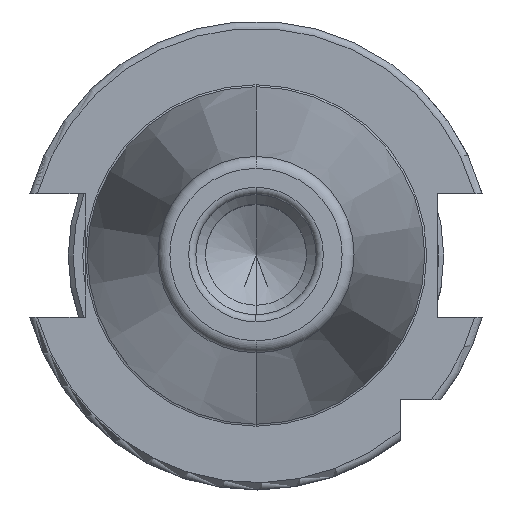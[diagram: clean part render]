
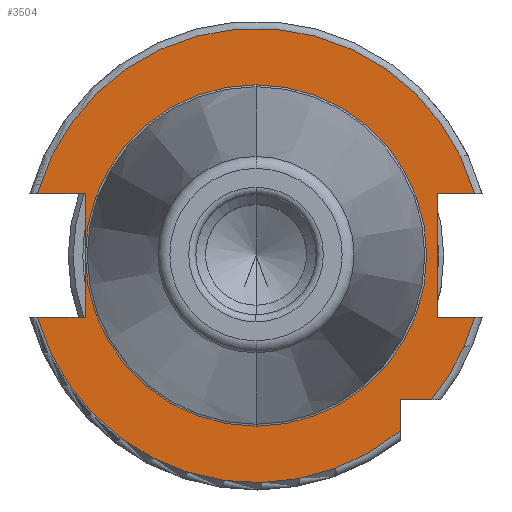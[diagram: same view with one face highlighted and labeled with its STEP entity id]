
A CAD part, top view. The second image highlights one B-rep face of the part: STEP entity #3504.
In plain terms, the highlighted planar face has unit normal (0, 0, 1).
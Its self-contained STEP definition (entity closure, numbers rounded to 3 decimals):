
#273=CARTESIAN_POINT('',(0,0,15.9));
#274=DIRECTION('',(0,0,-1));
#275=DIRECTION('',(0,1,0));
#276=AXIS2_PLACEMENT_3D('',#273,#274,#275);
#278=CARTESIAN_POINT('',(0,0,15.9));
#279=DIRECTION('',(0,0,1));
#280=DIRECTION('',(0,1,0));
#281=AXIS2_PLACEMENT_3D('',#278,#279,#280);
#293=CARTESIAN_POINT('',(0,0,15.9));
#294=DIRECTION('',(0,0,1));
#295=DIRECTION('',(-1,0,0));
#296=AXIS2_PLACEMENT_3D('',#293,#294,#295);
#298=DIRECTION('',(1,0,0));
#299=VECTOR('',#298,9.969);
#300=CARTESIAN_POINT('',(-45.469,-12.85,15.9));
#301=LINE('',#300,#299);
#302=DIRECTION('',(0.,1,0));
#303=VECTOR('',#302,12.85);
#304=CARTESIAN_POINT('',(-35.5,-12.85,15.9));
#305=LINE('',#304,#303);
#306=DIRECTION('',(0.,1,0));
#307=VECTOR('',#306,12.85);
#308=CARTESIAN_POINT('',(-35.5,0,15.9));
#309=LINE('',#308,#307);
#310=DIRECTION('',(1,0,0));
#311=VECTOR('',#310,9.969);
#312=CARTESIAN_POINT('',(-45.469,12.85,15.9));
#313=LINE('',#312,#311);
#314=DIRECTION('',(-1,0,0));
#315=VECTOR('',#314,7.769);
#316=CARTESIAN_POINT('',(45.469,12.85,15.9));
#317=LINE('',#316,#315);
#318=DIRECTION('',(0,-1,0));
#319=VECTOR('',#318,25.7);
#320=CARTESIAN_POINT('',(37.7,12.85,15.9));
#321=LINE('',#320,#319);
#322=DIRECTION('',(-1,0,0));
#323=VECTOR('',#322,7.769);
#324=CARTESIAN_POINT('',(45.469,-12.85,15.9));
#325=LINE('',#324,#323);
#326=CARTESIAN_POINT('',(0,0,15.9));
#327=DIRECTION('',(0,0,1));
#328=DIRECTION('',(0.773,-0.635,0));
#329=AXIS2_PLACEMENT_3D('',#326,#327,#328);
#331=DIRECTION('',(-1,0,0));
#332=VECTOR('',#331,6.504);
#333=CARTESIAN_POINT('',(36.504,-30,15.9));
#334=LINE('',#333,#332);
#335=DIRECTION('',(0,1,0));
#336=VECTOR('',#335,6.504);
#337=CARTESIAN_POINT('',(30,-36.504,15.9));
#338=LINE('',#337,#336);
#2386=CARTESIAN_POINT('',(0,0,15.9));
#2387=DIRECTION('',(0,0,1));
#2388=DIRECTION('',(0.962,0.272,0));
#2389=AXIS2_PLACEMENT_3D('',#2386,#2387,#2388);
#2437=CARTESIAN_POINT('',(0,0,15.9));
#2438=DIRECTION('',(0,0,1));
#2439=DIRECTION('',(-0.962,-0.272,0));
#2440=AXIS2_PLACEMENT_3D('',#2437,#2438,#2439);
#2548=CARTESIAN_POINT('',(0,35.5,15.9));
#2550=VERTEX_POINT('',#2548);
#2572=CARTESIAN_POINT('',(0,-35.5,15.9));
#2574=VERTEX_POINT('',#2572);
#2720=CARTESIAN_POINT('',(-45.469,-12.85,15.9));
#2721=CARTESIAN_POINT('',(-35.5,-12.85,15.9));
#2722=VERTEX_POINT('',#2720);
#2723=VERTEX_POINT('',#2721);
#2724=CARTESIAN_POINT('',(-35.5,0,15.9));
#2725=VERTEX_POINT('',#2724);
#2726=CARTESIAN_POINT('',(-35.5,12.85,15.9));
#2727=VERTEX_POINT('',#2726);
#2728=CARTESIAN_POINT('',(-45.469,12.85,15.9));
#2729=VERTEX_POINT('',#2728);
#2730=CARTESIAN_POINT('',(37.7,12.85,15.9));
#2731=CARTESIAN_POINT('',(37.7,-12.85,15.9));
#2732=VERTEX_POINT('',#2730);
#2733=VERTEX_POINT('',#2731);
#2734=CARTESIAN_POINT('',(45.469,-12.85,15.9));
#2735=VERTEX_POINT('',#2734);
#2736=CARTESIAN_POINT('',(45.469,12.85,15.9));
#2737=VERTEX_POINT('',#2736);
#2738=CARTESIAN_POINT('',(30,-36.504,15.9));
#2739=CARTESIAN_POINT('',(30,-30,15.9));
#2740=VERTEX_POINT('',#2738);
#2741=VERTEX_POINT('',#2739);
#2742=CARTESIAN_POINT('',(36.504,-30,15.9));
#2743=VERTEX_POINT('',#2742);
#3470=CARTESIAN_POINT('',(0,0,15.9));
#3471=DIRECTION('',(0,0,-1));
#3472=DIRECTION('',(0,-1,0));
#3473=AXIS2_PLACEMENT_3D('',#3470,#3471,#3472);
#3474=PLANE('',#3473);
#3476=ORIENTED_EDGE('',*,*,#3475,.T.);
#3478=ORIENTED_EDGE('',*,*,#3477,.T.);
#3479=ORIENTED_EDGE('',*,*,#3465,.T.);
#3480=ORIENTED_EDGE('',*,*,#3447,.F.);
#3481=ORIENTED_EDGE('',*,*,#3460,.T.);
#3483=ORIENTED_EDGE('',*,*,#3482,.T.);
#3485=ORIENTED_EDGE('',*,*,#3484,.F.);
#3487=ORIENTED_EDGE('',*,*,#3486,.F.);
#3489=ORIENTED_EDGE('',*,*,#3488,.T.);
#3491=ORIENTED_EDGE('',*,*,#3490,.T.);
#3493=ORIENTED_EDGE('',*,*,#3492,.F.);
#3495=ORIENTED_EDGE('',*,*,#3494,.F.);
#3497=ORIENTED_EDGE('',*,*,#3496,.T.);
#3499=ORIENTED_EDGE('',*,*,#3498,.F.);
#3501=ORIENTED_EDGE('',*,*,#3500,.F.);
#3502=EDGE_LOOP('',(#3476,#3478,#3479,#3480,#3481,#3483,#3485,#3487,#3489,#3491,
#3493,#3495,#3497,#3499,#3501));
#3503=FACE_OUTER_BOUND('',#3502,.F.);
#3504=ADVANCED_FACE('',(#3503),#3474,.F.);
#277=CIRCLE('',#276,35.5);
#282=CIRCLE('',#281,35.5);
#297=CIRCLE('',#296,35.5);
#330=CIRCLE('',#329,47.25);
#2390=CIRCLE('',#2389,47.25);
#2441=CIRCLE('',#2440,47.25);
#3447=EDGE_CURVE('',#2550,#2574,#277,.T.);
#3460=EDGE_CURVE('',#2550,#2725,#282,.T.);
#3465=EDGE_CURVE('',#2725,#2574,#297,.T.);
#3475=EDGE_CURVE('',#2722,#2723,#301,.T.);
#3477=EDGE_CURVE('',#2723,#2725,#305,.T.);
#3482=EDGE_CURVE('',#2725,#2727,#309,.T.);
#3484=EDGE_CURVE('',#2729,#2727,#313,.T.);
#3486=EDGE_CURVE('',#2737,#2729,#2390,.T.);
#3488=EDGE_CURVE('',#2737,#2732,#317,.T.);
#3490=EDGE_CURVE('',#2732,#2733,#321,.T.);
#3492=EDGE_CURVE('',#2735,#2733,#325,.T.);
#3494=EDGE_CURVE('',#2743,#2735,#330,.T.);
#3496=EDGE_CURVE('',#2743,#2741,#334,.T.);
#3498=EDGE_CURVE('',#2740,#2741,#338,.T.);
#3500=EDGE_CURVE('',#2722,#2740,#2441,.T.);
